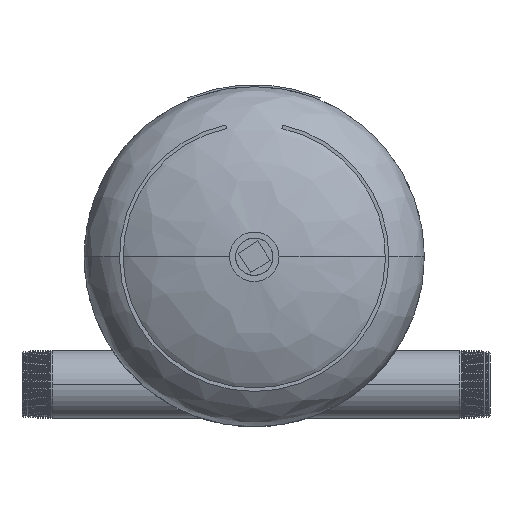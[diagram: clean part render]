
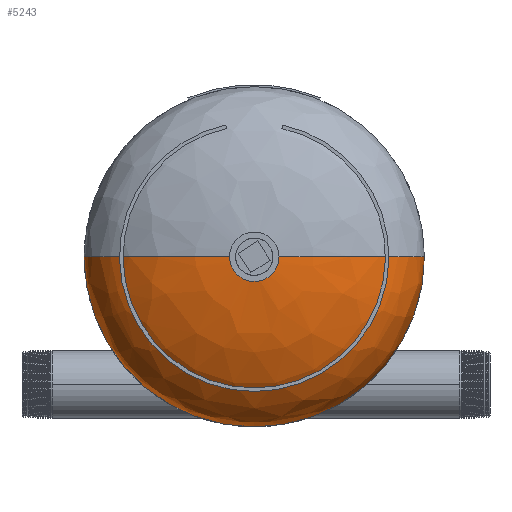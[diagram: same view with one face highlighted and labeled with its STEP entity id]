
A CAD part, front view. The second image highlights one B-rep face of the part: STEP entity #5243.
In plain terms, the highlighted free-form (B-spline) face has degree [3, 3] with [4, 4] control points.
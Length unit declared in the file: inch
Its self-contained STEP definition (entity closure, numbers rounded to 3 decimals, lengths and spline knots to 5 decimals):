
#245 = CARTESIAN_POINT ( 'NONE',  ( -6., 1.0125, 0. ) ) ;
#445 = DIRECTION ( 'NONE',  ( 0., -1., 0. ) ) ;
#523 =( BOUNDED_CURVE ( )  B_SPLINE_CURVE ( 3, ( #1781, #3992, #4786, #5925 ),
 .UNSPECIFIED., .F., .F. ) 
 B_SPLINE_CURVE_WITH_KNOTS ( ( 4, 4 ),
 ( 1.69612, 3.14159 ),
 .UNSPECIFIED. ) 
 CURVE ( )  GEOMETRIC_REPRESENTATION_ITEM ( )  RATIONAL_B_SPLINE_CURVE ( ( 1., 0.833, 0.833, 1. ) ) 
 REPRESENTATION_ITEM ( '' )  );
#593 = CARTESIAN_POINT ( 'NONE',  ( -6., 2.62614, 0. ) ) ;
#664 = CARTESIAN_POINT ( 'NONE',  ( 0.75, 4.03808, 0. ) ) ;
#689 = VERTEX_POINT ( 'NONE', #12309 ) ;
#831 = EDGE_CURVE ( 'NONE', #689, #3503, #9477, .T. ) ;
#1318 = AXIS2_PLACEMENT_3D ( 'NONE', #2530, #13157, #10215 ) ;
#1343 = AXIS2_PLACEMENT_3D ( 'NONE', #5455, #9339, #6330 ) ;
#1459 = CARTESIAN_POINT ( 'NONE',  ( 3.9, 3.83638, 0. ) ) ;
#1522 = CARTESIAN_POINT ( 'NONE',  ( -3.9, 3.83638, 0. ) ) ;
#1742 = CARTESIAN_POINT ( 'NONE',  ( 0.75, 4.03808, 0. ) ) ;
#1781 = CARTESIAN_POINT ( 'NONE',  ( -0.75, 4.03808, 0. ) ) ;
#2063 = EDGE_CURVE ( 'NONE', #3503, #10751, #4755, .T. ) ;
#2393 = DIRECTION ( 'NONE',  ( 0., 0., -1. ) ) ;
#2530 = CARTESIAN_POINT ( 'NONE',  ( 0., 1.0125, 0. ) ) ;
#3081 = CARTESIAN_POINT ( 'NONE',  ( 0., 4.03808, 0. ) ) ;
#3503 = VERTEX_POINT ( 'NONE', #11786 ) ;
#3710 = AXIS2_PLACEMENT_3D ( 'NONE', #4333, #445, #2393 ) ;
#3815 = VERTEX_POINT ( 'NONE', #245 ) ;
#3816 = EDGE_CURVE ( 'NONE', #7877, #12654, #6253, .T. ) ;
#3992 = CARTESIAN_POINT ( 'NONE',  ( -3.9, 3.83638, 0. ) ) ;
#4076 = DIRECTION ( 'NONE',  ( 0., -1., 0. ) ) ;
#4333 = CARTESIAN_POINT ( 'NONE',  ( 0., 4.03808, 0. ) ) ;
#4594 = CARTESIAN_POINT ( 'NONE',  ( 0.75, 4.03808, -1.5 ) ) ;
#4657 = CARTESIAN_POINT ( 'NONE',  ( 6., 1.0125, -12. ) ) ;
#4755 = CIRCLE ( 'NONE', #12030, 0.75 ) ;
#4786 = CARTESIAN_POINT ( 'NONE',  ( -6., 2.62614, 0. ) ) ;
#5243 = ADVANCED_FACE ( 'NONE', ( #6666 ), #12410, .F. ) ;
#5376 = EDGE_CURVE ( 'NONE', #3815, #7877, #7930, .T. ) ;
#5386 = EDGE_CURVE ( 'NONE', #689, #3815, #523, .T. ) ;
#5455 = CARTESIAN_POINT ( 'NONE',  ( 0., 1.0125, 0. ) ) ;
#5526 = CARTESIAN_POINT ( 'NONE',  ( -6., 1.0125, 0. ) ) ;
#5665 = CARTESIAN_POINT ( 'NONE',  ( 6., 2.62614, -12. ) ) ;
#5925 = CARTESIAN_POINT ( 'NONE',  ( -6., 1.0125, 0. ) ) ;
#6253 = CIRCLE ( 'NONE', #1343, 6. ) ;
#6330 = DIRECTION ( 'NONE',  ( 0., 0., -1. ) ) ;
#6666 = FACE_OUTER_BOUND ( 'NONE', #9356, .T. ) ;
#6893 = CARTESIAN_POINT ( 'NONE',  ( 6., 2.62614, 0. ) ) ;
#7147 = CARTESIAN_POINT ( 'NONE',  ( 6., 1.0125, 0. ) ) ;
#7743 = CARTESIAN_POINT ( 'NONE',  ( -0.75, 4.03808, -1.5 ) ) ;
#7877 = VERTEX_POINT ( 'NONE', #10319 ) ;
#7930 = CIRCLE ( 'NONE', #1318, 6. ) ;
#8139 =( BOUNDED_CURVE ( )  B_SPLINE_CURVE ( 3, ( #1742, #13047, #6893, #9971 ),
 .UNSPECIFIED., .F., .F. ) 
 B_SPLINE_CURVE_WITH_KNOTS ( ( 4, 4 ),
 ( 1.69612, 3.14159 ),
 .UNSPECIFIED. ) 
 CURVE ( )  GEOMETRIC_REPRESENTATION_ITEM ( )  RATIONAL_B_SPLINE_CURVE ( ( 1., 0.833, 0.833, 1. ) ) 
 REPRESENTATION_ITEM ( '' )  );
#8146 = ORIENTED_EDGE ( 'NONE', *, *, #831, .T. ) ;
#8733 = CARTESIAN_POINT ( 'NONE',  ( 6., 1.0125, 0. ) ) ;
#8957 = ORIENTED_EDGE ( 'NONE', *, *, #2063, .T. ) ;
#9339 = DIRECTION ( 'NONE',  ( 0., -1., 0. ) ) ;
#9356 = EDGE_LOOP ( 'NONE', ( #11959, #8146, #8957, #9828, #13052, #12538 ) ) ;
#9477 = CIRCLE ( 'NONE', #3710, 0.75 ) ;
#9748 = CARTESIAN_POINT ( 'NONE',  ( 3.9, 3.83638, -7.8 ) ) ;
#9828 = ORIENTED_EDGE ( 'NONE', *, *, #11701, .T. ) ;
#9971 = CARTESIAN_POINT ( 'NONE',  ( 6., 1.0125, 0. ) ) ;
#10215 = DIRECTION ( 'NONE',  ( 0., 0., -1. ) ) ;
#10319 = CARTESIAN_POINT ( 'NONE',  ( 0., 1.0125, -6. ) ) ;
#10678 = CARTESIAN_POINT ( 'NONE',  ( -0.75, 4.03808, 0. ) ) ;
#10747 = CARTESIAN_POINT ( 'NONE',  ( -3.9, 3.83638, -7.8 ) ) ;
#10751 = VERTEX_POINT ( 'NONE', #664 ) ;
#10871 = CARTESIAN_POINT ( 'NONE',  ( -6., 1.0125, -12. ) ) ;
#11161 = DIRECTION ( 'NONE',  ( 0., 0., -1. ) ) ;
#11701 = EDGE_CURVE ( 'NONE', #10751, #12654, #8139, .T. ) ;
#11786 = CARTESIAN_POINT ( 'NONE',  ( 0., 4.03808, -0.75 ) ) ;
#11822 = CARTESIAN_POINT ( 'NONE',  ( -6., 2.62614, -12. ) ) ;
#11890 = CARTESIAN_POINT ( 'NONE',  ( 0.75, 4.03808, 0. ) ) ;
#11959 = ORIENTED_EDGE ( 'NONE', *, *, #5386, .F. ) ;
#12030 = AXIS2_PLACEMENT_3D ( 'NONE', #3081, #4076, #11161 ) ;
#12309 = CARTESIAN_POINT ( 'NONE',  ( -0.75, 4.03808, 0. ) ) ;
#12410 =( BOUNDED_SURFACE ( )  B_SPLINE_SURFACE ( 3, 3, ( 
 ( #10678, #7743, #4594, #11890 ),
 ( #1522, #10747, #9748, #1459 ),
 ( #593, #11822, #5665, #12633 ),
 ( #5526, #10871, #4657, #8733 ) ),
 .UNSPECIFIED., .F., .F., .F. ) 
 B_SPLINE_SURFACE_WITH_KNOTS ( ( 4, 4 ),
 ( 4, 4 ),
 ( 0., 1. ),
 ( 0., 1. ),
 .UNSPECIFIED. ) 
 GEOMETRIC_REPRESENTATION_ITEM ( )  RATIONAL_B_SPLINE_SURFACE ( (
 ( 1., 0.333, 0.333, 1.),
 ( 0.833, 0.278, 0.278, 0.833),
 ( 0.833, 0.278, 0.278, 0.833),
 ( 1., 0.333, 0.333, 1.) ) ) 
 REPRESENTATION_ITEM ( '' )  SURFACE ( )  );
#12538 = ORIENTED_EDGE ( 'NONE', *, *, #5376, .F. ) ;
#12633 = CARTESIAN_POINT ( 'NONE',  ( 6., 2.62614, 0. ) ) ;
#12654 = VERTEX_POINT ( 'NONE', #7147 ) ;
#13047 = CARTESIAN_POINT ( 'NONE',  ( 3.9, 3.83638, 0. ) ) ;
#13052 = ORIENTED_EDGE ( 'NONE', *, *, #3816, .F. ) ;
#13157 = DIRECTION ( 'NONE',  ( 0., -1., 0. ) ) ;
